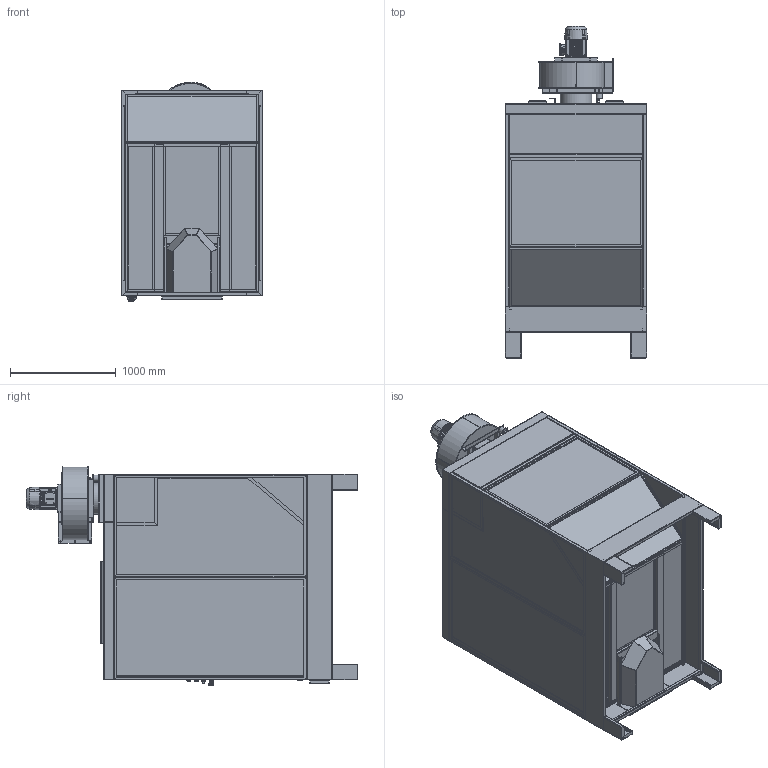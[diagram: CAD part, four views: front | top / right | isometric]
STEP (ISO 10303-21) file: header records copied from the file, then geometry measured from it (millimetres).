
FILE_DESCRIPTION(('FreeCAD Model'),'2;1');
FILE_NAME('Open CASCADE Shape Model','2025-05-04T06:25:21',('FreeCAD'),( 'FreeCAD'),'Open CASCADE STEP processor 7.6','FreeCAD','Unknown');
FILE_SCHEMA(('AUTOMOTIVE_DESIGN { 1 0 10303 214 1 1 1 1 }'));
Products named in the file (1): Open CASCADE STEP translator 7.6 1
Bounding box: 1331.31 x 3129.19 x 2071.76 mm (x, y, z)
Volume: 169544528.5 mm3; surface area: 59640735.2 mm2
Topology: 85 solids, 85 shells, 10200 faces, 26818 edges, 17065 vertices
Faces by surface type: bspline 10200
Entity records: 336092 total; most frequent: CARTESIAN_POINT 175721, ORIENTED_EDGE 53590, EDGE_CURVE 26795, B_SPLINE_CURVE_WITH_KNOTS 22938, VERTEX_POINT 17065, FACE_BOUND 10802, EDGE_LOOP 10802, ADVANCED_FACE 10200
